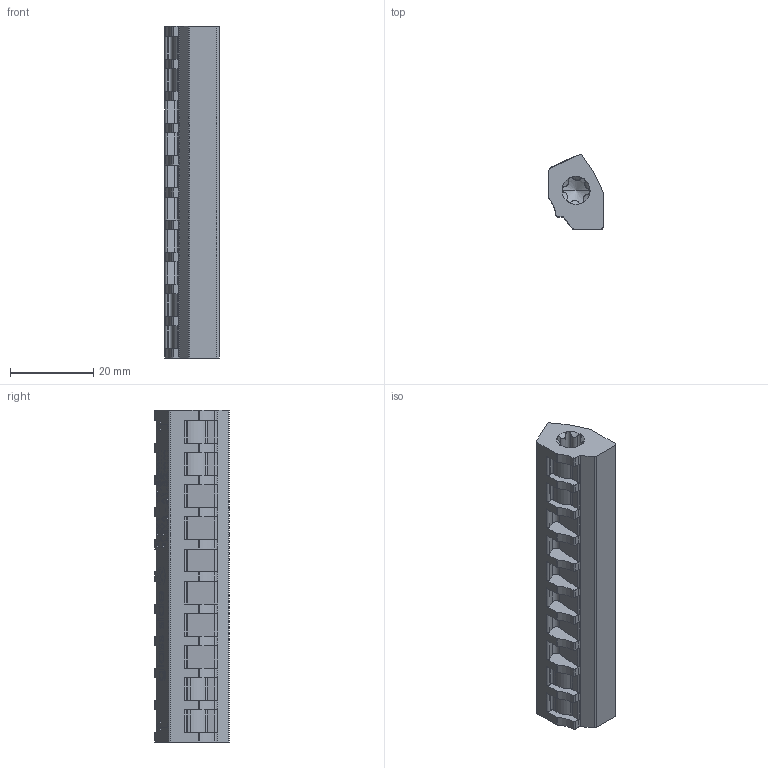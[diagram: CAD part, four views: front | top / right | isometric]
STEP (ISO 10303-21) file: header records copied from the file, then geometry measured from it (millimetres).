
FILE_DESCRIPTION (( 'STEP AP214' ), '1' );
FILE_NAME ('A19_FLEX1-018.P4.STEP', '2023-03-10T13:21:09', ( '' ), ( '' ), 'SwSTEP 2.0', 'SolidWorks 2019', '' );
FILE_SCHEMA (( 'AUTOMOTIVE_DESIGN' ));
Length unit declared in the file: millimetre
Products named in the file (1): A19_FLEX1-018.P4
Bounding box: 13.01 x 17.99 x 80 mm (x, y, z)
Volume: 9898.7 mm3; surface area: 6927.5 mm2
Topology: 1 solids, 1 shells, 822 faces, 2313 edges, 1536 vertices
Faces by surface type: plane 432, cylinder 191, bspline 181, cone 18
Entity records: 35232 total; most frequent: CARTESIAN_POINT 14689, ORIENTED_EDGE 4618, DIRECTION 3489, EDGE_CURVE 2309, VERTEX_POINT 1536, VECTOR 1509, LINE 1509, AXIS2_PLACEMENT_3D 990
